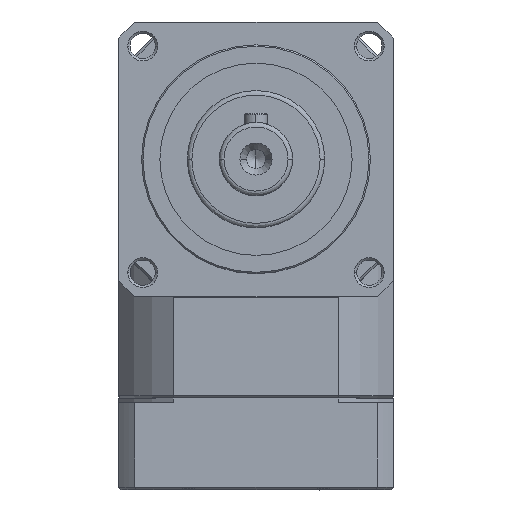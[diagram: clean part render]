
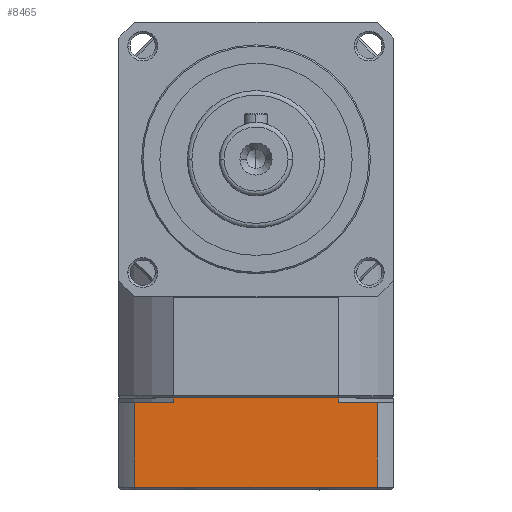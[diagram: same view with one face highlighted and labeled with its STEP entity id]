
A CAD part, top view. The second image highlights one B-rep face of the part: STEP entity #8465.
In plain terms, the highlighted face is planar.
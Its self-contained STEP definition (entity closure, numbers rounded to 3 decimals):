
#277 = CARTESIAN_POINT ( 'NONE',  ( -18.028, 30., 1. ) ) ;
#423 = CARTESIAN_POINT ( 'NONE',  ( -26.458, 30., 1. ) ) ;
#793 = CARTESIAN_POINT ( 'NONE',  ( 18.028, 30., 1. ) ) ;
#1484 = PLANE ( 'NONE',  #2436 ) ;
#1536 = VERTEX_POINT ( 'NONE', #11483 ) ;
#1919 = VERTEX_POINT ( 'NONE', #793 ) ;
#2099 = LINE ( 'NONE', #21902, #11582 ) ;
#2130 = EDGE_LOOP ( 'NONE', ( #16128, #15175, #15419, #20776, #6257, #15486, #14049, #4061 ) ) ;
#2436 = AXIS2_PLACEMENT_3D ( 'NONE', #19136, #8801, #20835 ) ;
#2807 = VECTOR ( 'NONE', #8756, 1000. ) ;
#2851 = DIRECTION ( 'NONE',  ( -1., 0., 0. ) ) ;
#3524 = LINE ( 'NONE', #7124, #12411 ) ;
#4061 = ORIENTED_EDGE ( 'NONE', *, *, #20495, .F. ) ;
#4144 = CARTESIAN_POINT ( 'NONE',  ( 26.458, 30., 1. ) ) ;
#4234 = LINE ( 'NONE', #6601, #13102 ) ;
#6257 = ORIENTED_EDGE ( 'NONE', *, *, #13564, .T. ) ;
#6601 = CARTESIAN_POINT ( 'NONE',  ( 18.028, 30., 0. ) ) ;
#6622 = CARTESIAN_POINT ( 'NONE',  ( -26.458, 30., 19.5 ) ) ;
#6917 = VERTEX_POINT ( 'NONE', #6622 ) ;
#7124 = CARTESIAN_POINT ( 'NONE',  ( 0., 30., 0. ) ) ;
#7149 = CARTESIAN_POINT ( 'NONE',  ( 18.028, 30., 0. ) ) ;
#7783 = LINE ( 'NONE', #22061, #17059 ) ;
#7862 = EDGE_CURVE ( 'NONE', #16873, #20307, #16360, .T. ) ;
#8465 = ADVANCED_FACE ( 'NONE', ( #17117 ), #1484, .T. ) ;
#8593 = VERTEX_POINT ( 'NONE', #277 ) ;
#8756 = DIRECTION ( 'NONE',  ( 0., 0., 1. ) ) ;
#8801 = DIRECTION ( 'NONE',  ( 0., 1., 0. ) ) ;
#9671 = VECTOR ( 'NONE', #22254, 1000. ) ;
#10208 = LINE ( 'NONE', #12011, #9671 ) ;
#10667 = DIRECTION ( 'NONE',  ( -1., 0., 0. ) ) ;
#11139 = VERTEX_POINT ( 'NONE', #423 ) ;
#11483 = CARTESIAN_POINT ( 'NONE',  ( -18.028, 30., 0. ) ) ;
#11582 = VECTOR ( 'NONE', #11635, 1000. ) ;
#11635 = DIRECTION ( 'NONE',  ( 0., 0., -1. ) ) ;
#12011 = CARTESIAN_POINT ( 'NONE',  ( 30., 30., 19.5 ) ) ;
#12411 = VECTOR ( 'NONE', #10667, 1000. ) ;
#13102 = VECTOR ( 'NONE', #22188, 1000. ) ;
#13142 = CARTESIAN_POINT ( 'NONE',  ( -25.742, 30., 1. ) ) ;
#13254 = VERTEX_POINT ( 'NONE', #7149 ) ;
#13259 = EDGE_CURVE ( 'NONE', #6917, #11139, #17881, .T. ) ;
#13564 = EDGE_CURVE ( 'NONE', #16873, #1919, #7783, .T. ) ;
#13719 = EDGE_CURVE ( 'NONE', #13254, #1536, #3524, .T. ) ;
#14049 = ORIENTED_EDGE ( 'NONE', *, *, #13719, .T. ) ;
#14187 = DIRECTION ( 'NONE',  ( 0., 0., -1. ) ) ;
#14453 = EDGE_CURVE ( 'NONE', #1919, #13254, #4234, .T. ) ;
#15175 = ORIENTED_EDGE ( 'NONE', *, *, #13259, .F. ) ;
#15419 = ORIENTED_EDGE ( 'NONE', *, *, #20629, .T. ) ;
#15486 = ORIENTED_EDGE ( 'NONE', *, *, #14453, .T. ) ;
#16052 = CARTESIAN_POINT ( 'NONE',  ( 26.458, 30., 19.5 ) ) ;
#16128 = ORIENTED_EDGE ( 'NONE', *, *, #19259, .T. ) ;
#16360 = LINE ( 'NONE', #19083, #2807 ) ;
#16873 = VERTEX_POINT ( 'NONE', #4144 ) ;
#17059 = VECTOR ( 'NONE', #2851, 1000. ) ;
#17117 = FACE_OUTER_BOUND ( 'NONE', #2130, .T. ) ;
#17881 = LINE ( 'NONE', #22678, #21831 ) ;
#18393 = DIRECTION ( 'NONE',  ( -1., 0., 0. ) ) ;
#19083 = CARTESIAN_POINT ( 'NONE',  ( 26.458, 30., 0. ) ) ;
#19136 = CARTESIAN_POINT ( 'NONE',  ( 30., 30., 0. ) ) ;
#19259 = EDGE_CURVE ( 'NONE', #8593, #11139, #20147, .T. ) ;
#19624 = VECTOR ( 'NONE', #18393, 1000. ) ;
#20147 = LINE ( 'NONE', #13142, #19624 ) ;
#20307 = VERTEX_POINT ( 'NONE', #16052 ) ;
#20495 = EDGE_CURVE ( 'NONE', #8593, #1536, #2099, .T. ) ;
#20629 = EDGE_CURVE ( 'NONE', #6917, #20307, #10208, .T. ) ;
#20776 = ORIENTED_EDGE ( 'NONE', *, *, #7862, .F. ) ;
#20835 = DIRECTION ( 'NONE',  ( -1., 0., 0. ) ) ;
#21831 = VECTOR ( 'NONE', #14187, 1000. ) ;
#21902 = CARTESIAN_POINT ( 'NONE',  ( -18.028, 30., 0. ) ) ;
#22061 = CARTESIAN_POINT ( 'NONE',  ( 25.742, 30., 1. ) ) ;
#22188 = DIRECTION ( 'NONE',  ( 0., 0., -1. ) ) ;
#22254 = DIRECTION ( 'NONE',  ( 1., 0., 0. ) ) ;
#22678 = CARTESIAN_POINT ( 'NONE',  ( -26.458, 30., 0. ) ) ;
